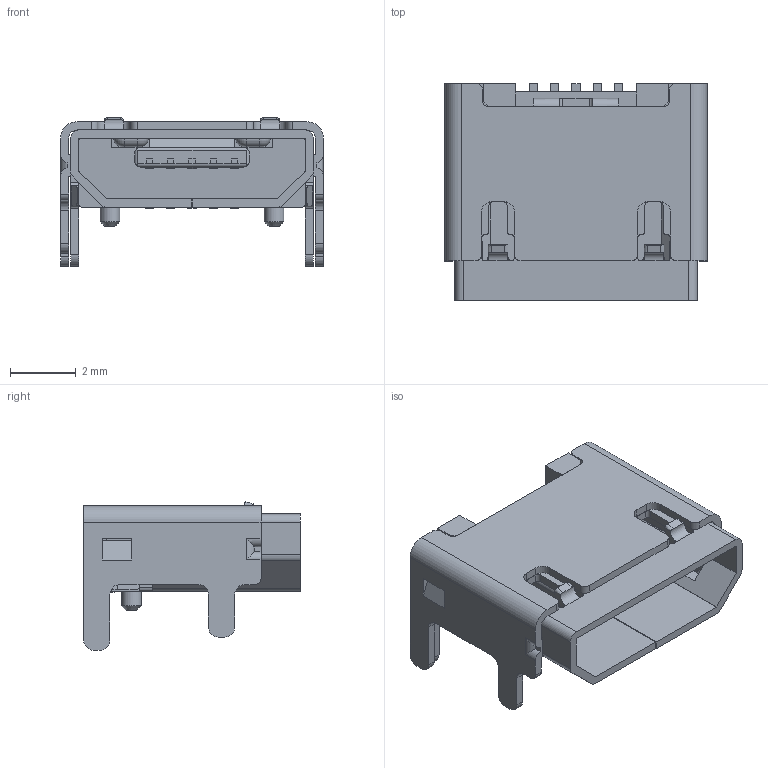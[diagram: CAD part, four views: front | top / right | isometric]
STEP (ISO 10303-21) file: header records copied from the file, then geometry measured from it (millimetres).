
FILE_DESCRIPTION(/* description */ ('Unknown'),/* implementation_level */ '2;1');
FILE_NAME(/* name */ '629105150521',/* time_stamp */ '2022-01-12T14:53:05+01:00',/* author */ ('Unknown'),/* organization */ ('Unknown'),/* preprocessor_version */ 'ST-DEVELOPER v16.7',/* originating_system */ 'Solid Edge',/* authorisation */ 'Unknown');
FILE_SCHEMA (('AUTOMOTIVE_DESIGN {1 0 10303 214 3 1 1}'));
Length unit declared in the file: millimetre
Products named in the file (6): 629105150521; 629105150521_Housing; 629105150521_Pin1; 629105150521_Pin2; 629105150521_Shielding2; 629105150521_Shielding
Assembly tree (8 placements, depth 2):
  629105150521
    629105150521_Housing
    629105150521_Pin1  x4
    629105150521_Pin2
    629105150521_Shielding2
    629105150521_Shielding
Bounding box: 8 x 6.6 x 4.52 mm (x, y, z)
Volume: 75.4 mm3; surface area: 518.4 mm2
Topology: 8 solids, 8 shells, 597 faces, 1734 edges, 1131 vertices
Faces by surface type: plane 379, cylinder 186, torus 16, bspline 14, cone 2
Full cylindrical faces by diameter (mm): 0.6 x2
Entity records: 18173 total; most frequent: CARTESIAN_POINT 3407, ORIENTED_EDGE 3152, DIRECTION 2960, EDGE_CURVE 1576, LINE 1190, VECTOR 1190, VERTEX_POINT 1028, AXIS2_PLACEMENT_3D 885
